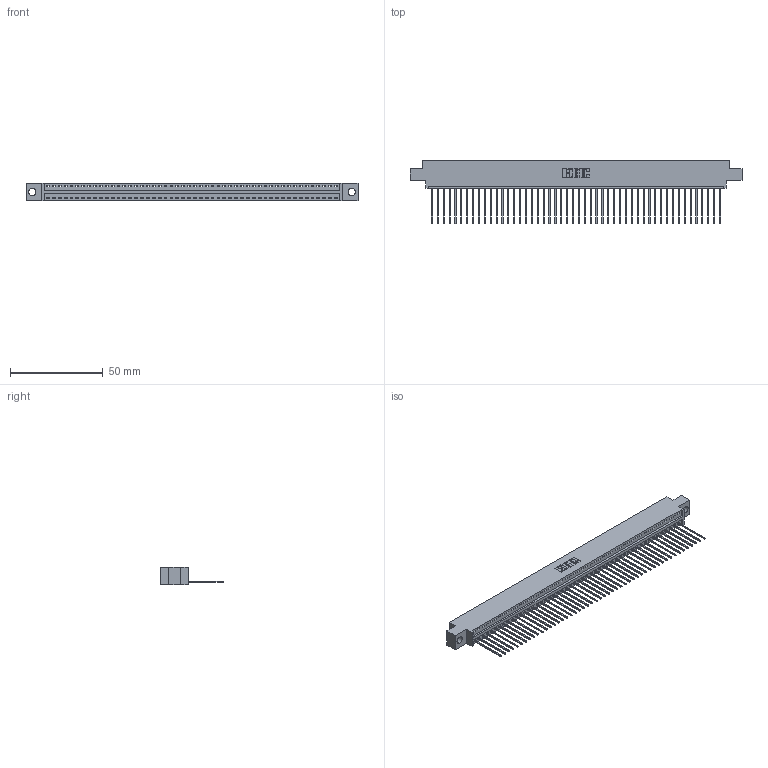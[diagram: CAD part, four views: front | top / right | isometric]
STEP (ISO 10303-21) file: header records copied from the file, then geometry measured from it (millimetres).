
FILE_DESCRIPTION (( 'STEP AP203' ), '1' );
FILE_NAME ('346-050-541-604.STEP', '2022-05-10T03:54:25', ( '' ), ( '' ), 'SwSTEP 2.0', 'SolidWorks 2020', '' );
FILE_SCHEMA (( 'CONFIG_CONTROL_DESIGN' ));
Length unit declared in the file: inch
Products named in the file (3): 346-050-541-604; 346 Part_0.170 Offset - 0.156 Dia-TH; 345-292-001_345-293-141
Assembly tree (51 placements, depth 2):
  346-050-541-604
    346 Part_0.170 Offset - 0.156 Dia-TH
    345-292-001_345-293-141  x50
Bounding box: 179.32 x 34.29 x 9.4 mm (x, y, z)
Volume: 17124.8 mm3; surface area: 22473.4 mm2
Topology: 51 solids, 51 shells, 3040 faces, 9177 edges, 6050 vertices
Faces by surface type: plane 2094, cylinder 946
Entity records: 30523 total; most frequent: CARTESIAN_POINT 5240, ORIENTED_EDGE 5222, DIRECTION 4611, EDGE_CURVE 2611, LINE 2279, VECTOR 2279, VERTEX_POINT 1738, AXIS2_PLACEMENT_3D 1166
